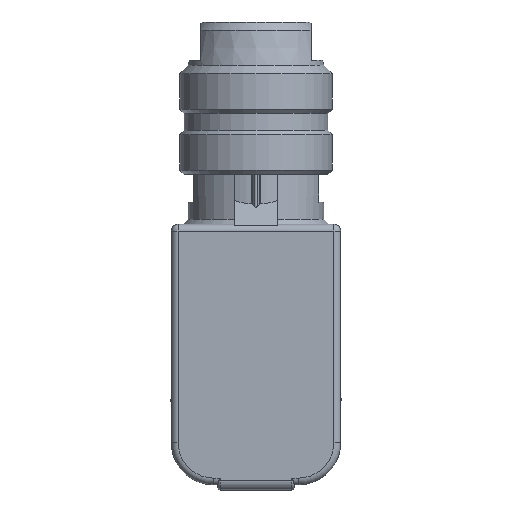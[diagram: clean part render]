
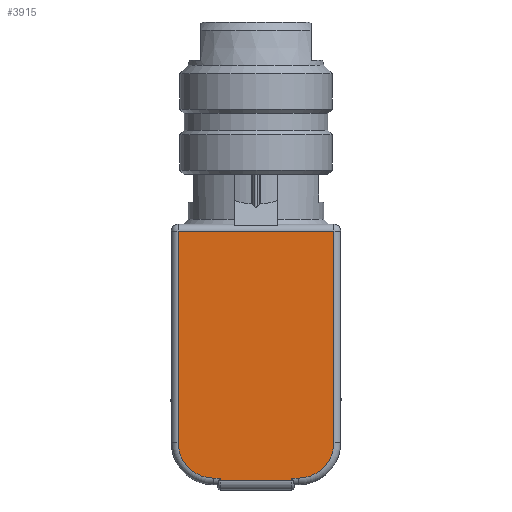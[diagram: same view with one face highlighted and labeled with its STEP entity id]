
A CAD part, left-side view. The second image highlights one B-rep face of the part: STEP entity #3915.
In plain terms, the highlighted planar face has unit normal (-1, 0, 0).
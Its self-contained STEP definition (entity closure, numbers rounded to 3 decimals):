
#890=CIRCLE('',#20517,4.2);
#899=CIRCLE('',#20530,4.2);
#3915=ADVANCED_FACE('',(#5567),#4464,.T.);
#4464=PLANE('',#22001);
#5567=FACE_OUTER_BOUND('',#6824,.T.);
#6824=EDGE_LOOP('',(#12469,#12470,#12471,#12472,#12473,#12474,#12475,#12476,
#12477,#12478));
#12469=ORIENTED_EDGE('',*,*,#14815,.T.);
#12470=ORIENTED_EDGE('',*,*,#17602,.T.);
#12471=ORIENTED_EDGE('',*,*,#17603,.T.);
#12472=ORIENTED_EDGE('',*,*,#17604,.T.);
#12473=ORIENTED_EDGE('',*,*,#14832,.T.);
#12474=ORIENTED_EDGE('',*,*,#14835,.T.);
#12475=ORIENTED_EDGE('',*,*,#14838,.T.);
#12476=ORIENTED_EDGE('',*,*,#14796,.F.);
#12477=ORIENTED_EDGE('',*,*,#14825,.T.);
#12478=ORIENTED_EDGE('',*,*,#14820,.T.);
#12934=VERTEX_POINT('',#27067);
#12935=VERTEX_POINT('',#27068);
#12947=VERTEX_POINT('',#27113);
#12948=VERTEX_POINT('',#27115);
#12952=VERTEX_POINT('',#27134);
#12955=VERTEX_POINT('',#27156);
#12960=VERTEX_POINT('',#27174);
#12962=VERTEX_POINT('',#27180);
#14697=VERTEX_POINT('',#37708);
#14698=VERTEX_POINT('',#37710);
#14796=EDGE_CURVE('',#12934,#12935,#17776,.T.);
#14815=EDGE_CURVE('',#12948,#12947,#17789,.T.);
#14820=EDGE_CURVE('',#12952,#12948,#890,.T.);
#14825=EDGE_CURVE('',#12934,#12952,#17792,.T.);
#14832=EDGE_CURVE('',#12955,#12960,#17794,.T.);
#14835=EDGE_CURVE('',#12960,#12962,#899,.T.);
#14838=EDGE_CURVE('',#12962,#12935,#17796,.T.);
#17602=EDGE_CURVE('',#12947,#14697,#18968,.T.);
#17603=EDGE_CURVE('',#14697,#14698,#18969,.T.);
#17604=EDGE_CURVE('',#14698,#12955,#18970,.T.);
#17776=LINE('',#27066,#19039);
#17789=LINE('',#27114,#19052);
#17792=LINE('',#27142,#19055);
#17794=LINE('',#27175,#19057);
#17796=LINE('',#27186,#19059);
#18968=LINE('',#37707,#20435);
#18969=LINE('',#37709,#20436);
#18970=LINE('',#37711,#20437);
#19039=VECTOR('',#22213,1.);
#19052=VECTOR('',#22248,1.);
#19055=VECTOR('',#22267,1.);
#19057=VECTOR('',#22279,1.);
#19059=VECTOR('',#22293,1.);
#20435=VECTOR('',#26605,1.);
#20436=VECTOR('',#26606,1.);
#20437=VECTOR('',#26607,1.);
#20517=AXIS2_PLACEMENT_3D('',#27133,#22256,#22257);
#20530=AXIS2_PLACEMENT_3D('',#27181,#22286,#22287);
#22001=AXIS2_PLACEMENT_3D('',#37712,#26608,#26609);
#22213=DIRECTION('',(0.,-1.,0.));
#22248=DIRECTION('',(0.,-1.,0.));
#22256=DIRECTION('',(-1.,0.,0.));
#22257=DIRECTION('',(0.,0.,-1.));
#22267=DIRECTION('',(0.,0.,-1.));
#22279=DIRECTION('',(0.,-1.,0.));
#22286=DIRECTION('',(-1.,0.,0.));
#22287=DIRECTION('',(0.,0.,-1.));
#22293=DIRECTION('',(0.,0.,1.));
#26605=DIRECTION('',(0.,0.,-1.));
#26606=DIRECTION('',(0.,-1.,0.));
#26607=DIRECTION('',(0.,0.,1.));
#26608=DIRECTION('',(-1.,0.,0.));
#26609=DIRECTION('',(0.,0.,-1.));
#27066=CARTESIAN_POINT('',(-41.8,2.55,20.));
#27067=CARTESIAN_POINT('',(-41.8,9.2,20.));
#27068=CARTESIAN_POINT('',(-41.8,-9.2,20.));
#27113=CARTESIAN_POINT('',(-41.8,4.2,-9.2));
#27114=CARTESIAN_POINT('',(-41.8,-5.,-9.2));
#27115=CARTESIAN_POINT('',(-41.8,5.,-9.2));
#27133=CARTESIAN_POINT('',(-41.8,5.,-5.));
#27134=CARTESIAN_POINT('',(-41.8,9.2,-5.));
#27142=CARTESIAN_POINT('',(-41.8,9.2,10.4));
#27156=CARTESIAN_POINT('',(-41.8,-4.2,-9.2));
#27174=CARTESIAN_POINT('',(-41.8,-5.,-9.2));
#27175=CARTESIAN_POINT('',(-41.8,-5.,-9.2));
#27180=CARTESIAN_POINT('',(-41.8,-9.2,-5.));
#27181=CARTESIAN_POINT('',(-41.8,-5.,-5.));
#27186=CARTESIAN_POINT('',(-41.8,-9.2,10.4));
#37707=CARTESIAN_POINT('',(-41.8,4.2,-8.9));
#37708=CARTESIAN_POINT('',(-41.8,4.2,-9.5));
#37709=CARTESIAN_POINT('',(-41.8,-4.5,-9.5));
#37710=CARTESIAN_POINT('',(-41.8,-4.2,-9.5));
#37711=CARTESIAN_POINT('',(-41.8,-4.2,-8.9));
#37712=CARTESIAN_POINT('',(-41.8,-4.5,-8.9));
